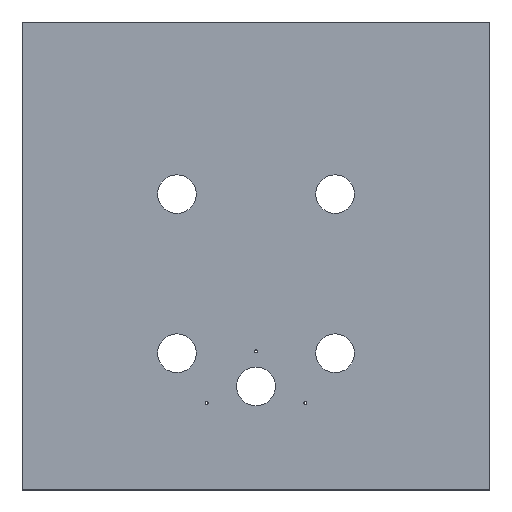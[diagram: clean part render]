
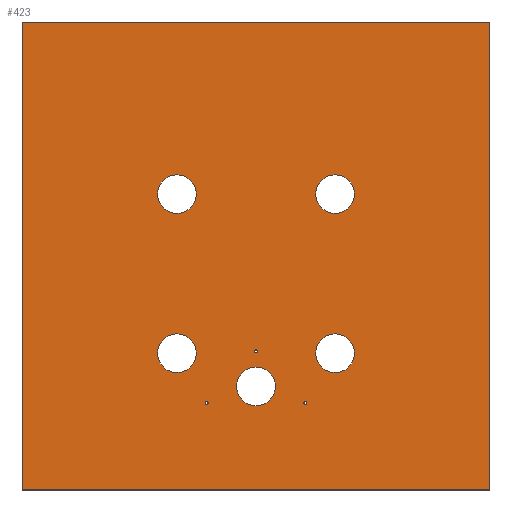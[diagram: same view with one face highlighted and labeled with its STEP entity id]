
A CAD part, top view. The second image highlights one B-rep face of the part: STEP entity #423.
In plain terms, the highlighted planar face has unit normal (0, 0, 1).
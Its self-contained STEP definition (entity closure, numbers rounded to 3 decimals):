
#40 = VERTEX_POINT('',#41);
#41 = CARTESIAN_POINT('',(-245.111,261.776,0.));
#58 = VERTEX_POINT('',#59);
#59 = CARTESIAN_POINT('',(-245.111,-221.224,0.));
#65 = EDGE_CURVE('',#40,#58,#66,.T.);
#66 = LINE('',#67,#68);
#67 = CARTESIAN_POINT('',(-245.111,261.776,0.));
#68 = VECTOR('',#69,1.);
#69 = DIRECTION('',(0.,-1.,0.));
#89 = VERTEX_POINT('',#90);
#90 = CARTESIAN_POINT('',(237.889,-221.224,0.));
#96 = EDGE_CURVE('',#58,#89,#97,.T.);
#97 = LINE('',#98,#99);
#98 = CARTESIAN_POINT('',(-245.111,-221.224,0.));
#99 = VECTOR('',#100,1.);
#100 = DIRECTION('',(1.,0.,0.));
#120 = VERTEX_POINT('',#121);
#121 = CARTESIAN_POINT('',(237.889,261.776,0.));
#127 = EDGE_CURVE('',#89,#120,#128,.T.);
#128 = LINE('',#129,#130);
#129 = CARTESIAN_POINT('',(237.889,-221.224,0.));
#130 = VECTOR('',#131,1.);
#131 = DIRECTION('',(0.,1.,0.));
#149 = EDGE_CURVE('',#120,#40,#150,.T.);
#150 = LINE('',#151,#152);
#151 = CARTESIAN_POINT('',(237.889,261.776,0.));
#152 = VECTOR('',#153,1.);
#153 = DIRECTION('',(-1.,0.,0.));
#164 = VERTEX_POINT('',#165);
#165 = CARTESIAN_POINT('',(16.389,-114.302,0.));
#181 = EDGE_CURVE('',#164,#164,#182,.T.);
#182 = CIRCLE('',#183,20.);
#183 = AXIS2_PLACEMENT_3D('',#184,#185,#186);
#184 = CARTESIAN_POINT('',(-3.611,-114.302,0.));
#185 = DIRECTION('',(0.,0.,1.));
#186 = DIRECTION('',(1.,0.,0.));
#197 = VERTEX_POINT('',#198);
#198 = CARTESIAN_POINT('',(-65.288,-80.078,0.));
#214 = EDGE_CURVE('',#197,#197,#215,.T.);
#215 = CIRCLE('',#216,20.);
#216 = AXIS2_PLACEMENT_3D('',#217,#218,#219);
#217 = CARTESIAN_POINT('',(-85.288,-80.078,0.));
#218 = DIRECTION('',(0.,0.,1.));
#219 = DIRECTION('',(1.,0.,0.));
#230 = VERTEX_POINT('',#231);
#231 = CARTESIAN_POINT('',(98.066,-80.078,0.));
#247 = EDGE_CURVE('',#230,#230,#248,.T.);
#248 = CIRCLE('',#249,20.);
#249 = AXIS2_PLACEMENT_3D('',#250,#251,#252);
#250 = CARTESIAN_POINT('',(78.066,-80.078,0.));
#251 = DIRECTION('',(0.,0.,1.));
#252 = DIRECTION('',(1.,0.,0.));
#263 = VERTEX_POINT('',#264);
#264 = CARTESIAN_POINT('',(98.066,84.072,0.));
#280 = EDGE_CURVE('',#263,#263,#281,.T.);
#281 = CIRCLE('',#282,20.);
#282 = AXIS2_PLACEMENT_3D('',#283,#284,#285);
#283 = CARTESIAN_POINT('',(78.066,84.072,0.));
#284 = DIRECTION('',(0.,0.,1.));
#285 = DIRECTION('',(1.,0.,0.));
#296 = VERTEX_POINT('',#297);
#297 = CARTESIAN_POINT('',(-65.288,84.072,0.));
#313 = EDGE_CURVE('',#296,#296,#314,.T.);
#314 = CIRCLE('',#315,20.);
#315 = AXIS2_PLACEMENT_3D('',#316,#317,#318);
#316 = CARTESIAN_POINT('',(-85.288,84.072,0.));
#317 = DIRECTION('',(0.,0.,1.));
#318 = DIRECTION('',(1.,0.,0.));
#329 = VERTEX_POINT('',#330);
#330 = CARTESIAN_POINT('',(-2.111,-78.002,0.));
#346 = EDGE_CURVE('',#329,#329,#347,.T.);
#347 = CIRCLE('',#348,1.5);
#348 = AXIS2_PLACEMENT_3D('',#349,#350,#351);
#349 = CARTESIAN_POINT('',(-3.611,-78.002,0.));
#350 = DIRECTION('',(0.,0.,1.));
#351 = DIRECTION('',(1.,0.,0.));
#362 = VERTEX_POINT('',#363);
#363 = CARTESIAN_POINT('',(-53.078,-131.224,0.));
#379 = EDGE_CURVE('',#362,#362,#380,.T.);
#380 = CIRCLE('',#381,1.5);
#381 = AXIS2_PLACEMENT_3D('',#382,#383,#384);
#382 = CARTESIAN_POINT('',(-54.578,-131.224,0.));
#383 = DIRECTION('',(0.,0.,1.));
#384 = DIRECTION('',(1.,0.,0.));
#395 = VERTEX_POINT('',#396);
#396 = CARTESIAN_POINT('',(48.856,-131.224,0.));
#412 = EDGE_CURVE('',#395,#395,#413,.T.);
#413 = CIRCLE('',#414,1.5);
#414 = AXIS2_PLACEMENT_3D('',#415,#416,#417);
#415 = CARTESIAN_POINT('',(47.356,-131.224,0.));
#416 = DIRECTION('',(0.,0.,1.));
#417 = DIRECTION('',(1.,0.,0.));
#423 = ADVANCED_FACE('',(#424,#430,#433,#436,#439,#442,#445,#448,#451),
  #454,.T.);
#424 = FACE_BOUND('',#425,.T.);
#425 = EDGE_LOOP('',(#426,#427,#428,#429));
#426 = ORIENTED_EDGE('',*,*,#65,.T.);
#427 = ORIENTED_EDGE('',*,*,#96,.T.);
#428 = ORIENTED_EDGE('',*,*,#127,.T.);
#429 = ORIENTED_EDGE('',*,*,#149,.T.);
#430 = FACE_BOUND('',#431,.F.);
#431 = EDGE_LOOP('',(#432));
#432 = ORIENTED_EDGE('',*,*,#181,.T.);
#433 = FACE_BOUND('',#434,.F.);
#434 = EDGE_LOOP('',(#435));
#435 = ORIENTED_EDGE('',*,*,#214,.T.);
#436 = FACE_BOUND('',#437,.F.);
#437 = EDGE_LOOP('',(#438));
#438 = ORIENTED_EDGE('',*,*,#247,.T.);
#439 = FACE_BOUND('',#440,.F.);
#440 = EDGE_LOOP('',(#441));
#441 = ORIENTED_EDGE('',*,*,#280,.T.);
#442 = FACE_BOUND('',#443,.F.);
#443 = EDGE_LOOP('',(#444));
#444 = ORIENTED_EDGE('',*,*,#313,.T.);
#445 = FACE_BOUND('',#446,.F.);
#446 = EDGE_LOOP('',(#447));
#447 = ORIENTED_EDGE('',*,*,#346,.T.);
#448 = FACE_BOUND('',#449,.F.);
#449 = EDGE_LOOP('',(#450));
#450 = ORIENTED_EDGE('',*,*,#379,.T.);
#451 = FACE_BOUND('',#452,.F.);
#452 = EDGE_LOOP('',(#453));
#453 = ORIENTED_EDGE('',*,*,#412,.T.);
#454 = PLANE('',#455);
#455 = AXIS2_PLACEMENT_3D('',#456,#457,#458);
#456 = CARTESIAN_POINT('',(-3.611,10.292,0.));
#457 = DIRECTION('',(0.,0.,1.));
#458 = DIRECTION('',(1.,0.,0.));
